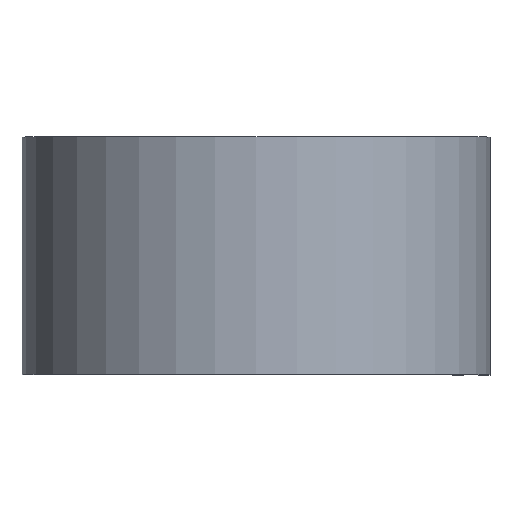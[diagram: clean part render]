
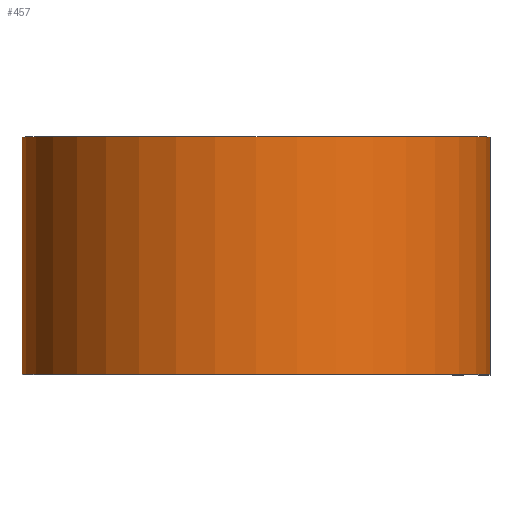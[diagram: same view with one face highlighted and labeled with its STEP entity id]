
A CAD part, top view. The second image highlights one B-rep face of the part: STEP entity #457.
In plain terms, the highlighted cylindrical face has radius 25.032 mm (diameter 50.063 mm), a partial arc.
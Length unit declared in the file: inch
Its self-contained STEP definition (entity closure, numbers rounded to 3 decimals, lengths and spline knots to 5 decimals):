
#9 = CARTESIAN_POINT ( 'NONE',  ( 0.9855, -0.5, 0. ) ) ;
#17 = EDGE_CURVE ( 'NONE', #245, #515, #423, .T. ) ;
#26 = ORIENTED_EDGE ( 'NONE', *, *, #17, .F. ) ;
#83 = CIRCLE ( 'NONE', #406, 0.9855 ) ;
#98 = VERTEX_POINT ( 'NONE', #442 ) ;
#103 = CARTESIAN_POINT ( 'NONE',  ( 0.9855, 0.5, 0. ) ) ;
#109 = ORIENTED_EDGE ( 'NONE', *, *, #623, .T. ) ;
#137 = EDGE_LOOP ( 'NONE', ( #151, #26, #653, #109 ) ) ;
#140 = CARTESIAN_POINT ( 'NONE',  ( 0.9855, 0.5, 0. ) ) ;
#151 = ORIENTED_EDGE ( 'NONE', *, *, #693, .T. ) ;
#174 = CYLINDRICAL_SURFACE ( 'NONE', #645, 0.9855 ) ;
#186 = FACE_OUTER_BOUND ( 'NONE', #137, .T. ) ;
#245 = VERTEX_POINT ( 'NONE', #140 ) ;
#261 = AXIS2_PLACEMENT_3D ( 'NONE', #511, #455, #393 ) ;
#269 = DIRECTION ( 'NONE',  ( 0., -1., 0. ) ) ;
#324 = DIRECTION ( 'NONE',  ( 0., 0., -1. ) ) ;
#393 = DIRECTION ( 'NONE',  ( 1., 0., 0. ) ) ;
#395 = CARTESIAN_POINT ( 'NONE',  ( 0., 0.5, 0. ) ) ;
#403 = VECTOR ( 'NONE', #269, 39.37008 ) ;
#406 = AXIS2_PLACEMENT_3D ( 'NONE', #620, #579, #578 ) ;
#409 = LINE ( 'NONE', #456, #403 ) ;
#420 = CIRCLE ( 'NONE', #261, 0.9855 ) ;
#421 = VECTOR ( 'NONE', #638, 39.37008 ) ;
#423 = LINE ( 'NONE', #103, #421 ) ;
#442 = CARTESIAN_POINT ( 'NONE',  ( 0., -0.5, -0.9855 ) ) ;
#455 = DIRECTION ( 'NONE',  ( 0., 1., 0. ) ) ;
#456 = CARTESIAN_POINT ( 'NONE',  ( 0., 0.5, -0.9855 ) ) ;
#457 = ADVANCED_FACE ( 'NONE', ( #186 ), #174, .T. ) ;
#511 = CARTESIAN_POINT ( 'NONE',  ( 0., 0.5, 0. ) ) ;
#515 = VERTEX_POINT ( 'NONE', #9 ) ;
#519 = DIRECTION ( 'NONE',  ( 0., -1., 0. ) ) ;
#530 = CARTESIAN_POINT ( 'NONE',  ( 0., 0.5, -0.9855 ) ) ;
#578 = DIRECTION ( 'NONE',  ( 1., 0., 0. ) ) ;
#579 = DIRECTION ( 'NONE',  ( 0., 1., 0. ) ) ;
#620 = CARTESIAN_POINT ( 'NONE',  ( 0., -0.5, 0. ) ) ;
#623 = EDGE_CURVE ( 'NONE', #705, #98, #409, .T. ) ;
#637 = EDGE_CURVE ( 'NONE', #705, #245, #420, .T. ) ;
#638 = DIRECTION ( 'NONE',  ( 0., -1., 0. ) ) ;
#645 = AXIS2_PLACEMENT_3D ( 'NONE', #395, #519, #324 ) ;
#653 = ORIENTED_EDGE ( 'NONE', *, *, #637, .F. ) ;
#693 = EDGE_CURVE ( 'NONE', #98, #515, #83, .T. ) ;
#705 = VERTEX_POINT ( 'NONE', #530 ) ;
